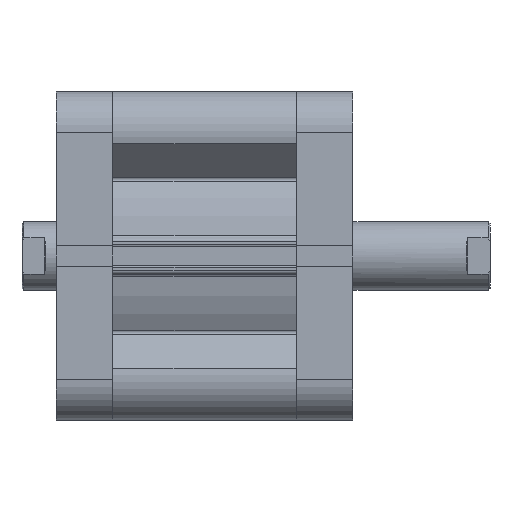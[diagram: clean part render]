
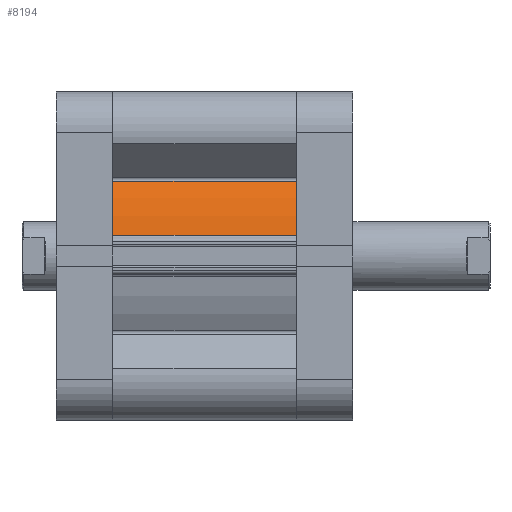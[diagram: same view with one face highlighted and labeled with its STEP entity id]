
A CAD part, front view. The second image highlights one B-rep face of the part: STEP entity #8194.
In plain terms, the highlighted cylindrical face has radius 43.5 mm (diameter 87 mm), a partial arc.
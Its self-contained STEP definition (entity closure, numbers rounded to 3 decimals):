
#1037 = EDGE_CURVE ( 'NONE', #7987, #7995, #2625, .T. ) ;
#1046 = EDGE_CURVE ( 'NONE', #8010, #7995, #2636, .T. ) ;
#1047 = EDGE_CURVE ( 'NONE', #7959, #8010, #2641, .T. ) ;
#1048 = EDGE_CURVE ( 'NONE', #7987, #7959, #2633, .T. ) ;
#1635 = AXIS2_PLACEMENT_3D ( 'NONE', #6356, #6365, #6366 ) ;
#1636 = AXIS2_PLACEMENT_3D ( 'NONE', #6390, #6392, #6393 ) ;
#2143 = ORIENTED_EDGE ( 'NONE', *, *, #1048, .T. ) ;
#2144 = ORIENTED_EDGE ( 'NONE', *, *, #1037, .F. ) ;
#2145 = ORIENTED_EDGE ( 'NONE', *, *, #1046, .T. ) ;
#2146 = ORIENTED_EDGE ( 'NONE', *, *, #1047, .T. ) ;
#2625 = CIRCLE ( 'NONE', #1635, 43.5 ) ;
#2628 = VECTOR ( 'NONE', #6389, 1000. ) ;
#2633 = LINE ( 'NONE', #6394, #2635 ) ;
#2635 = VECTOR ( 'NONE', #6395, 1000. ) ;
#2636 = LINE ( 'NONE', #6381, #2628 ) ;
#2641 = CIRCLE ( 'NONE', #1636, 43.5 ) ;
#3722 = FACE_OUTER_BOUND ( 'NONE', #6217, .T. ) ;
#3729 = CYLINDRICAL_SURFACE ( 'NONE', #5508, 43.5 ) ;
#4632 = CARTESIAN_POINT ( 'NONE',  ( 6.11, -43.069, 0. ) ) ;
#4655 = CARTESIAN_POINT ( 'NONE',  ( 6.11, -43.069, 53.5 ) ) ;
#4663 = CARTESIAN_POINT ( 'NONE',  ( 21.765, -37.663, 53.5 ) ) ;
#4674 = CARTESIAN_POINT ( 'NONE',  ( 21.765, -37.663, 0. ) ) ;
#5177 = DIRECTION ( 'NONE',  ( -1., 0., 0. ) ) ;
#5178 = DIRECTION ( 'NONE',  ( 0., 0., -1. ) ) ;
#5179 = CARTESIAN_POINT ( 'NONE',  ( 0., 0., 53.5 ) ) ;
#5508 = AXIS2_PLACEMENT_3D ( 'NONE', #5179, #5178, #5177 ) ;
#6217 = EDGE_LOOP ( 'NONE', ( #2146, #2145, #2144, #2143 ) ) ;
#6356 = CARTESIAN_POINT ( 'NONE',  ( 0., 0., 53.5 ) ) ;
#6365 = DIRECTION ( 'NONE',  ( 0., 0., 1. ) ) ;
#6366 = DIRECTION ( 'NONE',  ( 1., 0., 0. ) ) ;
#6381 = CARTESIAN_POINT ( 'NONE',  ( 21.765, -37.663, 53.5 ) ) ;
#6389 = DIRECTION ( 'NONE',  ( 0., 0., 1. ) ) ;
#6390 = CARTESIAN_POINT ( 'NONE',  ( 0., 0., 0. ) ) ;
#6392 = DIRECTION ( 'NONE',  ( 0., 0., 1. ) ) ;
#6393 = DIRECTION ( 'NONE',  ( 1., 0., 0. ) ) ;
#6394 = CARTESIAN_POINT ( 'NONE',  ( 6.11, -43.069, 53.5 ) ) ;
#6395 = DIRECTION ( 'NONE',  ( 0., 0., -1. ) ) ;
#7959 = VERTEX_POINT ( 'NONE', #4632 ) ;
#7987 = VERTEX_POINT ( 'NONE', #4655 ) ;
#7995 = VERTEX_POINT ( 'NONE', #4663 ) ;
#8010 = VERTEX_POINT ( 'NONE', #4674 ) ;
#8194 = ADVANCED_FACE ( 'NONE', ( #3722 ), #3729, .T. ) ;
